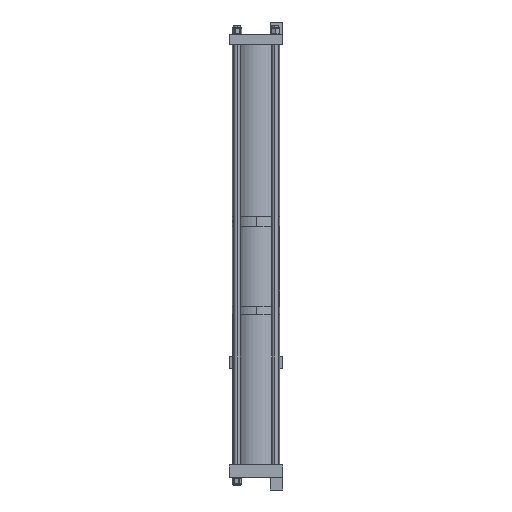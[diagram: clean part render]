
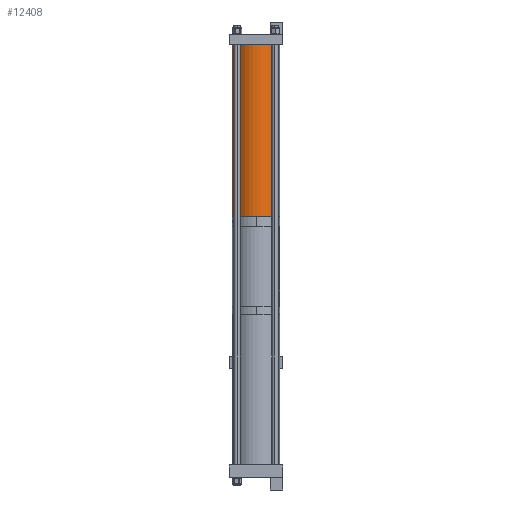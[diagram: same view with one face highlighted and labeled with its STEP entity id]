
A CAD part, left-side view. The second image highlights one B-rep face of the part: STEP entity #12408.
In plain terms, the highlighted cylindrical face has radius 73.025 mm (diameter 146.05 mm), a partial arc.
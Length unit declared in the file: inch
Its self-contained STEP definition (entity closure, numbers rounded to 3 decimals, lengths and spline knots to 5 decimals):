
#74 = ORIENTED_EDGE ( 'NONE', *, *, #7193, .F. ) ;
#91 = CARTESIAN_POINT ( 'NONE',  ( 2.875, 0., 20.904 ) ) ;
#1443 = LINE ( 'NONE', #15263, #14686 ) ;
#1550 = AXIS2_PLACEMENT_3D ( 'NONE', #9362, #14013, #10780 ) ;
#1619 = CIRCLE ( 'NONE', #12629, 2.875 ) ;
#1789 = ORIENTED_EDGE ( 'NONE', *, *, #2166, .T. ) ;
#2166 = EDGE_CURVE ( 'NONE', #7995, #14118, #10715, .T. ) ;
#2974 = CARTESIAN_POINT ( 'NONE',  ( 2.875, 0., 20.904 ) ) ;
#3666 = ORIENTED_EDGE ( 'NONE', *, *, #12288, .F. ) ;
#4048 = DIRECTION ( 'NONE',  ( 0., 0., 1. ) ) ;
#4853 = VECTOR ( 'NONE', #9196, 39.37008 ) ;
#5277 = VERTEX_POINT ( 'NONE', #9327 ) ;
#5890 = DIRECTION ( 'NONE',  ( 0., 0., -1. ) ) ;
#6612 = CARTESIAN_POINT ( 'NONE',  ( 0., 0., 0. ) ) ;
#6676 = DIRECTION ( 'NONE',  ( 1., 0., 0. ) ) ;
#7193 = EDGE_CURVE ( 'NONE', #5277, #11206, #1443, .T. ) ;
#7338 = CARTESIAN_POINT ( 'NONE',  ( -2.875, 0., 0. ) ) ;
#7607 = EDGE_CURVE ( 'NONE', #14118, #11206, #1619, .T. ) ;
#7995 = VERTEX_POINT ( 'NONE', #91 ) ;
#9196 = DIRECTION ( 'NONE',  ( 0., 0., -1. ) ) ;
#9327 = CARTESIAN_POINT ( 'NONE',  ( -2.875, 0., 20.904 ) ) ;
#9362 = CARTESIAN_POINT ( 'NONE',  ( 0., 0., 20.904 ) ) ;
#9938 = CARTESIAN_POINT ( 'NONE',  ( 2.875, 0., 0. ) ) ;
#10083 = DIRECTION ( 'NONE',  ( 1., 0., 0. ) ) ;
#10306 = DIRECTION ( 'NONE',  ( 0., 0., 1. ) ) ;
#10361 = CARTESIAN_POINT ( 'NONE',  ( 0., 0., 20.904 ) ) ;
#10715 = LINE ( 'NONE', #2974, #4853 ) ;
#10780 = DIRECTION ( 'NONE',  ( -1., 0., 0. ) ) ;
#11063 = ORIENTED_EDGE ( 'NONE', *, *, #7607, .T. ) ;
#11206 = VERTEX_POINT ( 'NONE', #7338 ) ;
#12224 = AXIS2_PLACEMENT_3D ( 'NONE', #10361, #10306, #6676 ) ;
#12288 = EDGE_CURVE ( 'NONE', #7995, #5277, #12469, .T. ) ;
#12292 = FACE_OUTER_BOUND ( 'NONE', #14148, .T. ) ;
#12408 = ADVANCED_FACE ( 'NONE', ( #12292 ), #13579, .T. ) ;
#12469 = CIRCLE ( 'NONE', #12224, 2.875 ) ;
#12629 = AXIS2_PLACEMENT_3D ( 'NONE', #6612, #4048, #10083 ) ;
#13579 = CYLINDRICAL_SURFACE ( 'NONE', #1550, 2.875 ) ;
#14013 = DIRECTION ( 'NONE',  ( 0., 0., -1. ) ) ;
#14118 = VERTEX_POINT ( 'NONE', #9938 ) ;
#14148 = EDGE_LOOP ( 'NONE', ( #3666, #1789, #11063, #74 ) ) ;
#14686 = VECTOR ( 'NONE', #5890, 39.37008 ) ;
#15263 = CARTESIAN_POINT ( 'NONE',  ( -2.875, 0., 20.904 ) ) ;
